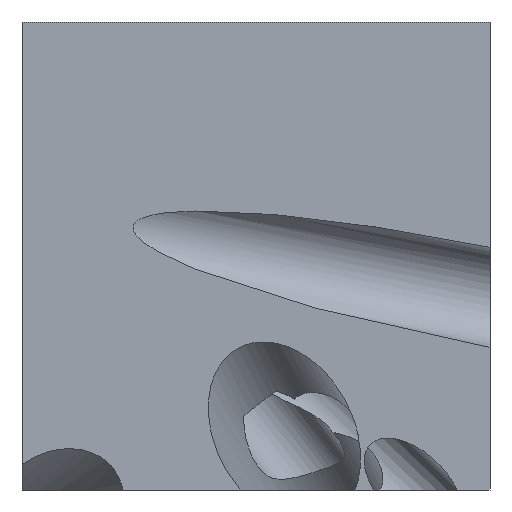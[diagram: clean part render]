
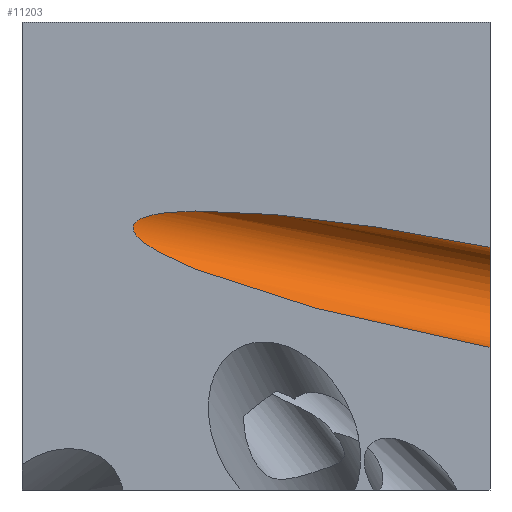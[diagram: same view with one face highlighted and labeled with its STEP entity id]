
A CAD part, front view. The second image highlights one B-rep face of the part: STEP entity #11203.
In plain terms, the highlighted cylindrical face has radius 21.031 mm (diameter 42.062 mm), a partial arc.
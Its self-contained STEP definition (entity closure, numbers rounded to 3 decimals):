
#44 = PLANE('',#45);
#45 = AXIS2_PLACEMENT_3D('',#46,#47,#48);
#46 = CARTESIAN_POINT('',(0.,0.,0.));
#47 = DIRECTION('',(-0.,1.,0.));
#48 = DIRECTION('',(0.,0.,1.));
#1122 = VERTEX_POINT('',#1123);
#1123 = CARTESIAN_POINT('',(200.,0.,60.931));
#1137 = PLANE('',#1138);
#1138 = AXIS2_PLACEMENT_3D('',#1139,#1140,#1141);
#1139 = CARTESIAN_POINT('',(200.,0.,0.));
#1140 = DIRECTION('',(1.,0.,-0.));
#1141 = DIRECTION('',(0.,0.,1.));
#1499 = VERTEX_POINT('',#1500);
#1500 = CARTESIAN_POINT('',(200.,0.,103.712));
#1521 = EDGE_CURVE('',#1122,#1499,#1522,.T.);
#1522 = SURFACE_CURVE('',#1523,(#1528,#1535),.PCURVE_S1.);
#1523 = ELLIPSE('',#1524,146.174,21.031);
#1524 = AXIS2_PLACEMENT_3D('',#1525,#1526,#1527);
#1525 = CARTESIAN_POINT('',(190.911,0.,84.089));
#1526 = DIRECTION('',(0.,1.,0.));
#1527 = DIRECTION('',(0.981,0.,-0.195));
#1528 = PCURVE('',#44,#1529);
#1529 = DEFINITIONAL_REPRESENTATION('',(#1530),#1534);
#1530 = ELLIPSE('',#1531,146.174,21.031);
#1531 = AXIS2_PLACEMENT_2D('',#1532,#1533);
#1532 = CARTESIAN_POINT('',(84.089,190.911));
#1533 = DIRECTION('',(-0.195,0.981));
#1534 = ( GEOMETRIC_REPRESENTATION_CONTEXT(2) 
PARAMETRIC_REPRESENTATION_CONTEXT() REPRESENTATION_CONTEXT('2D SPACE',''
  ) );
#1535 = PCURVE('',#1536,#1541);
#1536 = CYLINDRICAL_SURFACE('',#1537,21.031);
#1537 = AXIS2_PLACEMENT_3D('',#1538,#1539,#1540);
#1538 = CARTESIAN_POINT('',(16.503,-25.853,
    118.752));
#1539 = DIRECTION('',(0.971,0.144,-0.193));
#1540 = DIRECTION('',(0.241,-0.58,0.778));
#1541 = DEFINITIONAL_REPRESENTATION('',(#1542),#1573);
#1542 = B_SPLINE_CURVE_WITH_KNOTS('',8,(#1543,#1544,#1545,#1546,#1547,
    #1548,#1549,#1550,#1551,#1552,#1553,#1554,#1555,#1556,#1557,#1558,
    #1559,#1560,#1561,#1562,#1563,#1564,#1565,#1566,#1567,#1568,#1569,
    #1570,#1571,#1572),.UNSPECIFIED.,.F.,.F.,(9,7,7,7,9),(1.338
    ,2.225,3.557,4.222,4.888),
  .UNSPECIFIED.);
#1543 = CARTESIAN_POINT('',(2.282,213.063));
#1544 = CARTESIAN_POINT('',(2.393,197.448));
#1545 = CARTESIAN_POINT('',(2.504,181.364));
#1546 = CARTESIAN_POINT('',(2.615,165.103));
#1547 = CARTESIAN_POINT('',(2.726,148.971));
#1548 = CARTESIAN_POINT('',(2.837,133.274));
#1549 = CARTESIAN_POINT('',(2.948,118.305));
#1550 = CARTESIAN_POINT('',(3.059,104.336));
#1551 = CARTESIAN_POINT('',(3.336,72.512));
#1552 = CARTESIAN_POINT('',(3.503,56.206));
#1553 = CARTESIAN_POINT('',(3.669,43.492));
#1554 = CARTESIAN_POINT('',(3.835,35.013));
#1555 = CARTESIAN_POINT('',(4.002,31.174));
#1556 = CARTESIAN_POINT('',(4.168,32.095));
#1557 = CARTESIAN_POINT('',(4.335,37.615));
#1558 = CARTESIAN_POINT('',(4.584,52.179));
#1559 = CARTESIAN_POINT('',(4.667,58.081));
#1560 = CARTESIAN_POINT('',(4.751,64.978));
#1561 = CARTESIAN_POINT('',(4.834,72.806));
#1562 = CARTESIAN_POINT('',(4.917,81.481));
#1563 = CARTESIAN_POINT('',(5.,90.912));
#1564 = CARTESIAN_POINT('',(5.083,100.993));
#1565 = CARTESIAN_POINT('',(5.25,122.232));
#1566 = CARTESIAN_POINT('',(5.333,133.39));
#1567 = CARTESIAN_POINT('',(5.416,144.975));
#1568 = CARTESIAN_POINT('',(5.499,156.866));
#1569 = CARTESIAN_POINT('',(5.583,168.939));
#1570 = CARTESIAN_POINT('',(5.666,181.064));
#1571 = CARTESIAN_POINT('',(5.749,193.115));
#1572 = CARTESIAN_POINT('',(5.832,204.966));
#1573 = ( GEOMETRIC_REPRESENTATION_CONTEXT(2) 
PARAMETRIC_REPRESENTATION_CONTEXT() REPRESENTATION_CONTEXT('2D SPACE',''
  ) );
#11152 = EDGE_CURVE('',#1122,#1499,#11153,.T.);
#11153 = SURFACE_CURVE('',#11154,(#11159,#11166),.PCURVE_S1.);
#11154 = ELLIPSE('',#11155,21.668,21.031);
#11155 = AXIS2_PLACEMENT_3D('',#11156,#11157,#11158);
#11156 = CARTESIAN_POINT('',(200.,1.347,82.283));
#11157 = DIRECTION('',(1.,0.,-0.));
#11158 = DIRECTION('',(-0.,0.598,-0.802));
#11159 = PCURVE('',#1137,#11160);
#11160 = DEFINITIONAL_REPRESENTATION('',(#11161),#11165);
#11161 = ELLIPSE('',#11162,21.668,21.031);
#11162 = AXIS2_PLACEMENT_2D('',#11163,#11164);
#11163 = CARTESIAN_POINT('',(82.283,-1.347));
#11164 = DIRECTION('',(-0.802,-0.598));
#11165 = ( GEOMETRIC_REPRESENTATION_CONTEXT(2) 
PARAMETRIC_REPRESENTATION_CONTEXT() REPRESENTATION_CONTEXT('2D SPACE',''
  ) );
#11166 = PCURVE('',#1536,#11167);
#11167 = DEFINITIONAL_REPRESENTATION('',(#11168),#11199);
#11168 = B_SPLINE_CURVE_WITH_KNOTS('',8,(#11169,#11170,#11171,#11172,
    #11173,#11174,#11175,#11176,#11177,#11178,#11179,#11180,#11181,
    #11182,#11183,#11184,#11185,#11186,#11187,#11188,#11189,#11190,
    #11191,#11192,#11193,#11194,#11195,#11196,#11197,#11198),
  .UNSPECIFIED.,.F.,.F.,(9,7,7,7,9),(3.142,4.712,
    5.89,7.658,9.425),.UNSPECIFIED.);
#11169 = CARTESIAN_POINT('',(0.,183.839));
#11170 = CARTESIAN_POINT('',(0.196,183.839));
#11171 = CARTESIAN_POINT('',(0.393,184.068));
#11172 = CARTESIAN_POINT('',(0.589,184.528));
#11173 = CARTESIAN_POINT('',(0.785,185.198));
#11174 = CARTESIAN_POINT('',(0.982,186.042));
#11175 = CARTESIAN_POINT('',(1.178,187.005));
#11176 = CARTESIAN_POINT('',(1.374,188.029));
#11177 = CARTESIAN_POINT('',(1.718,189.821));
#11178 = CARTESIAN_POINT('',(1.865,190.589));
#11179 = CARTESIAN_POINT('',(2.013,191.331));
#11180 = CARTESIAN_POINT('',(2.16,192.023));
#11181 = CARTESIAN_POINT('',(2.307,192.64));
#11182 = CARTESIAN_POINT('',(2.454,193.163));
#11183 = CARTESIAN_POINT('',(2.602,193.577));
#11184 = CARTESIAN_POINT('',(2.97,194.311));
#11185 = CARTESIAN_POINT('',(3.191,194.483));
#11186 = CARTESIAN_POINT('',(3.412,194.354));
#11187 = CARTESIAN_POINT('',(3.632,193.919));
#11188 = CARTESIAN_POINT('',(3.853,193.205));
#11189 = CARTESIAN_POINT('',(4.074,192.273));
#11190 = CARTESIAN_POINT('',(4.295,191.2));
#11191 = CARTESIAN_POINT('',(4.737,188.941));
#11192 = CARTESIAN_POINT('',(4.958,187.754));
#11193 = CARTESIAN_POINT('',(5.179,186.595));
#11194 = CARTESIAN_POINT('',(5.4,185.553));
#11195 = CARTESIAN_POINT('',(5.621,184.711));
#11196 = CARTESIAN_POINT('',(5.841,184.129));
#11197 = CARTESIAN_POINT('',(6.062,183.839));
#11198 = CARTESIAN_POINT('',(6.283,183.839));
#11199 = ( GEOMETRIC_REPRESENTATION_CONTEXT(2) 
PARAMETRIC_REPRESENTATION_CONTEXT() REPRESENTATION_CONTEXT('2D SPACE',''
  ) );
#11203 = ADVANCED_FACE('',(#11204),#1536,.F.);
#11204 = FACE_BOUND('',#11205,.F.);
#11205 = EDGE_LOOP('',(#11206,#11207));
#11206 = ORIENTED_EDGE('',*,*,#11152,.F.);
#11207 = ORIENTED_EDGE('',*,*,#1521,.T.);
